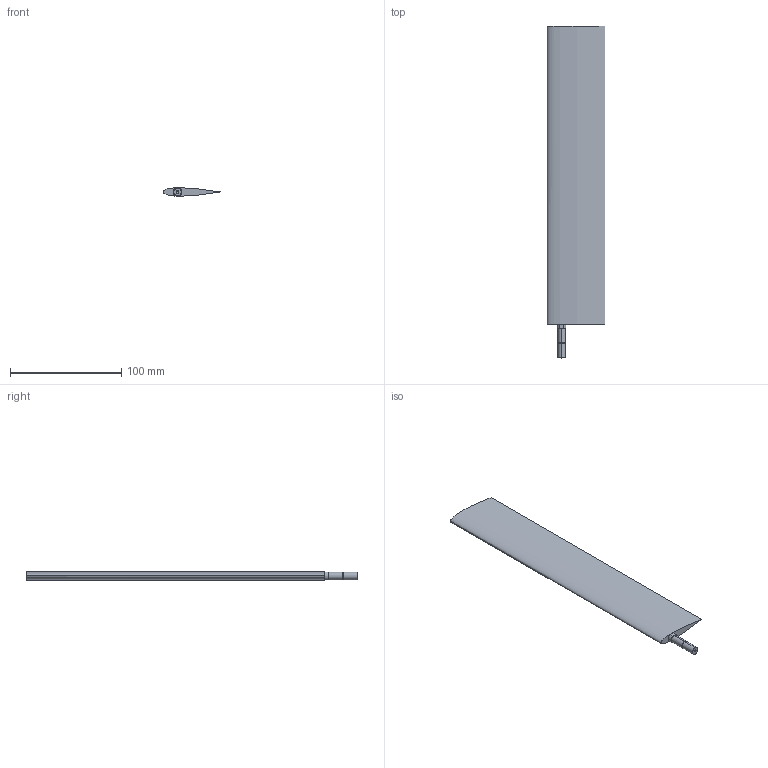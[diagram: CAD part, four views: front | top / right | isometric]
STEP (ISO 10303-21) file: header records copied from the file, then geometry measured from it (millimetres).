
FILE_DESCRIPTION (( 'STEP AP203' ), '1' );
FILE_NAME ('NCSU h-Stab Assy.STEP', '2021-02-04T13:33:04', ( '' ), ( '' ), 'SwSTEP 2.0', 'SolidWorks 2020', '' );
FILE_SCHEMA (( 'CONFIG_CONTROL_DESIGN' ));
Length unit declared in the file: metre
Products named in the file (3): EXK-01-0010; NCSU h-Stab Assy; EXK-02-0014_hStab1
Assembly tree (2 placements, depth 2):
  NCSU h-Stab Assy
    EXK-01-0010
    EXK-02-0014_hStab1
Bounding box: 52 x 298.73 x 7.67 mm (x, y, z)
Volume: 73189.7 mm3; surface area: 38439.3 mm2
Topology: 2 solids, 2 shells, 29 faces, 60 edges, 37 vertices
Faces by surface type: cylinder 14, plane 11, bspline 2, cone 2
Entity records: 1477 total; most frequent: CARTESIAN_POINT 551, DIRECTION 146, ORIENTED_EDGE 116, AXIS2_PLACEMENT_3D 60, EDGE_CURVE 58, VERTEX_POINT 37, EDGE_LOOP 35, ADVANCED_FACE 29
